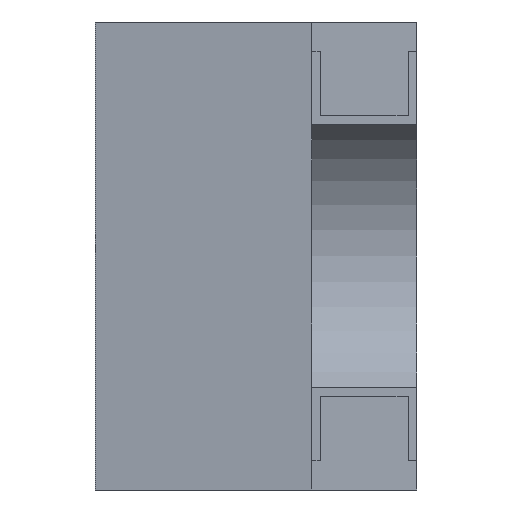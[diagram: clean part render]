
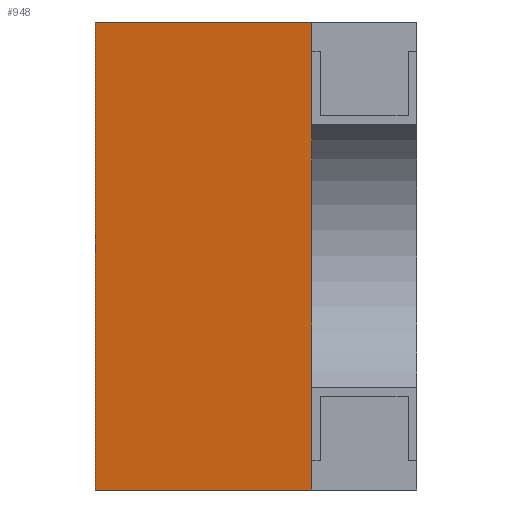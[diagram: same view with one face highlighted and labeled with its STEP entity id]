
A CAD part, left-side view. The second image highlights one B-rep face of the part: STEP entity #948.
In plain terms, the highlighted planar face has unit normal (-0.991, 0.134, 0).
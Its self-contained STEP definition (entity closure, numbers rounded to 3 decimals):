
#48 = DIRECTION ( 'NONE',  ( -0.134, -0.991, 0. ) ) ;
#112 = ORIENTED_EDGE ( 'NONE', *, *, #355, .T. ) ;
#199 = CARTESIAN_POINT ( 'NONE',  ( -0.6, 0.18, 0.4 ) ) ;
#355 = EDGE_CURVE ( 'NONE', #2007, #2393, #1187, .T. ) ;
#393 = CARTESIAN_POINT ( 'NONE',  ( -0.55, 0.55, 0.4 ) ) ;
#439 = CARTESIAN_POINT ( 'NONE',  ( -0.6, 0.18, -0.4 ) ) ;
#459 = ORIENTED_EDGE ( 'NONE', *, *, #2481, .F. ) ;
#465 = FACE_OUTER_BOUND ( 'NONE', #2123, .T. ) ;
#528 = VERTEX_POINT ( 'NONE', #393 ) ;
#773 = ORIENTED_EDGE ( 'NONE', *, *, #1150, .F. ) ;
#863 = CARTESIAN_POINT ( 'NONE',  ( -0.55, 0.55, 0.4 ) ) ;
#948 = ADVANCED_FACE ( 'NONE', ( #465 ), #1404, .F. ) ;
#989 = VECTOR ( 'NONE', #2485, 1000. ) ;
#1071 = EDGE_CURVE ( 'NONE', #528, #2007, #1578, .T. ) ;
#1108 = LINE ( 'NONE', #199, #2763 ) ;
#1150 = EDGE_CURVE ( 'NONE', #528, #1524, #1108, .T. ) ;
#1176 = ORIENTED_EDGE ( 'NONE', *, *, #1071, .T. ) ;
#1181 = DIRECTION ( 'NONE',  ( 0.134, 0.991, 0. ) ) ;
#1187 = LINE ( 'NONE', #2453, #1678 ) ;
#1363 = DIRECTION ( 'NONE',  ( 0., 0., -1. ) ) ;
#1377 = CARTESIAN_POINT ( 'NONE',  ( -0.6, 0.18, 0.4 ) ) ;
#1404 = PLANE ( 'NONE',  #2209 ) ;
#1524 = VERTEX_POINT ( 'NONE', #1544 ) ;
#1544 = CARTESIAN_POINT ( 'NONE',  ( -0.6, 0.18, 0.4 ) ) ;
#1569 = LINE ( 'NONE', #2540, #2850 ) ;
#1578 = LINE ( 'NONE', #863, #989 ) ;
#1651 = CARTESIAN_POINT ( 'NONE',  ( -0.55, 0.55, -0.4 ) ) ;
#1678 = VECTOR ( 'NONE', #48, 1000. ) ;
#2007 = VERTEX_POINT ( 'NONE', #1651 ) ;
#2048 = DIRECTION ( 'NONE',  ( -0.134, -0.991, 0. ) ) ;
#2123 = EDGE_LOOP ( 'NONE', ( #1176, #112, #459, #773 ) ) ;
#2209 = AXIS2_PLACEMENT_3D ( 'NONE', #1377, #2324, #1181 ) ;
#2324 = DIRECTION ( 'NONE',  ( 0.991, -0.134, 0. ) ) ;
#2393 = VERTEX_POINT ( 'NONE', #439 ) ;
#2453 = CARTESIAN_POINT ( 'NONE',  ( -0.6, 0.18, -0.4 ) ) ;
#2481 = EDGE_CURVE ( 'NONE', #1524, #2393, #1569, .T. ) ;
#2485 = DIRECTION ( 'NONE',  ( 0., 0., -1. ) ) ;
#2540 = CARTESIAN_POINT ( 'NONE',  ( -0.6, 0.18, 0.4 ) ) ;
#2763 = VECTOR ( 'NONE', #2048, 1000. ) ;
#2850 = VECTOR ( 'NONE', #1363, 1000. ) ;
